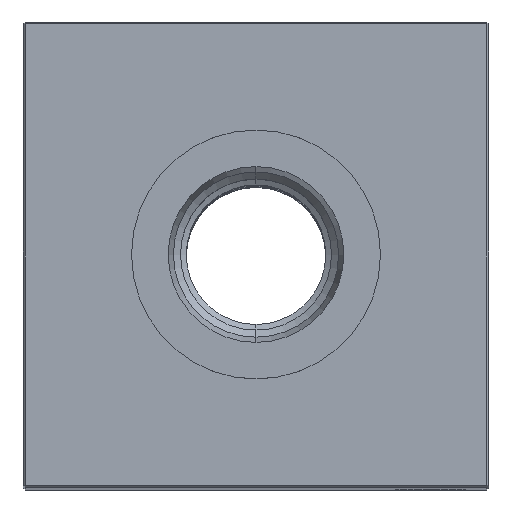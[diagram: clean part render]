
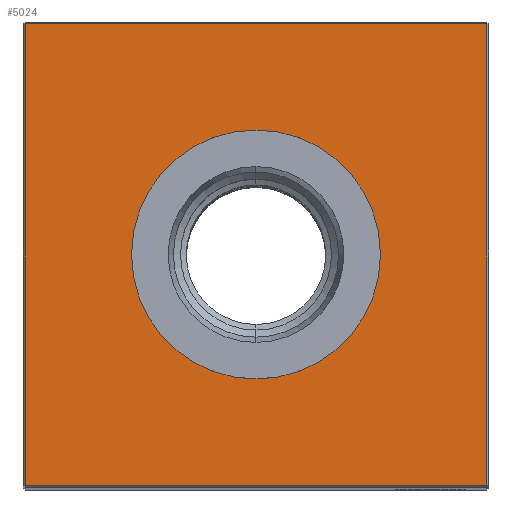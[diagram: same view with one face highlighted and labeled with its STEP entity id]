
A CAD part, top view. The second image highlights one B-rep face of the part: STEP entity #5024.
In plain terms, the highlighted planar face has unit normal (0, 0, 1).
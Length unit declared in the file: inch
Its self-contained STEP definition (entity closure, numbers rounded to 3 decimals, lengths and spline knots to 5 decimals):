
#326 = DIRECTION ( 'NONE',  ( -1., 0., 0. ) ) ;
#406 = CARTESIAN_POINT ( 'NONE',  ( 0., -1.24, 9.25 ) ) ;
#1070 = CARTESIAN_POINT ( 'NONE',  ( 0., -0.66929, 9.25 ) ) ;
#1980 = DIRECTION ( 'NONE',  ( 0., -1., 0. ) ) ;
#2479 = CARTESIAN_POINT ( 'NONE',  ( 0., 0., 9.25 ) ) ;
#3038 = DIRECTION ( 'NONE',  ( 0., 0., -1. ) ) ;
#4014 = CARTESIAN_POINT ( 'NONE',  ( -1.24, 0., 9.25 ) ) ;
#4481 = CARTESIAN_POINT ( 'NONE',  ( 1.24, 1.24, 9.25 ) ) ;
#4929 = EDGE_LOOP ( 'NONE', ( #5985, #6014, #22380, #5437 ) ) ;
#5024 = ADVANCED_FACE ( 'NONE', ( #12641, #10476 ), #21052, .F. ) ;
#5188 = AXIS2_PLACEMENT_3D ( 'NONE', #2479, #13578, #20228 ) ;
#5347 = DIRECTION ( 'NONE',  ( -1., 0., 0. ) ) ;
#5437 = ORIENTED_EDGE ( 'NONE', *, *, #24160, .T. ) ;
#5985 = ORIENTED_EDGE ( 'NONE', *, *, #22587, .T. ) ;
#6014 = ORIENTED_EDGE ( 'NONE', *, *, #20472, .T. ) ;
#6461 = DIRECTION ( 'NONE',  ( 1., 0., 0. ) ) ;
#6904 = CARTESIAN_POINT ( 'NONE',  ( 1.24, 0., 9.25 ) ) ;
#7070 = LINE ( 'NONE', #6904, #10455 ) ;
#7633 = EDGE_CURVE ( 'NONE', #14080, #13104, #7070, .T. ) ;
#8742 = CARTESIAN_POINT ( 'NONE',  ( 0., 0.66929, 9.25 ) ) ;
#8967 = CARTESIAN_POINT ( 'NONE',  ( 1.24, -1.24, 9.25 ) ) ;
#9707 = AXIS2_PLACEMENT_3D ( 'NONE', #9813, #3038, #5347 ) ;
#9813 = CARTESIAN_POINT ( 'NONE',  ( 0., 0., 9.25 ) ) ;
#10455 = VECTOR ( 'NONE', #15707, 39.37008 ) ;
#10476 = FACE_BOUND ( 'NONE', #20962, .T. ) ;
#11359 = LINE ( 'NONE', #406, #17983 ) ;
#12443 = CARTESIAN_POINT ( 'NONE',  ( -1.24, -1.24, 9.25 ) ) ;
#12641 = FACE_OUTER_BOUND ( 'NONE', #4929, .T. ) ;
#13104 = VERTEX_POINT ( 'NONE', #4481 ) ;
#13469 = AXIS2_PLACEMENT_3D ( 'NONE', #17118, #25938, #21600 ) ;
#13578 = DIRECTION ( 'NONE',  ( 0., 0., -1. ) ) ;
#13938 = VERTEX_POINT ( 'NONE', #12443 ) ;
#14080 = VERTEX_POINT ( 'NONE', #8967 ) ;
#14082 = EDGE_CURVE ( 'NONE', #27995, #23360, #18078, .T. ) ;
#14785 = CIRCLE ( 'NONE', #9707, 0.66929 ) ;
#15616 = VERTEX_POINT ( 'NONE', #25181 ) ;
#15707 = DIRECTION ( 'NONE',  ( 0., 1., 0. ) ) ;
#17118 = CARTESIAN_POINT ( 'NONE',  ( 0., 0., 9.25 ) ) ;
#17983 = VECTOR ( 'NONE', #6461, 39.37008 ) ;
#18008 = VECTOR ( 'NONE', #1980, 39.37008 ) ;
#18078 = CIRCLE ( 'NONE', #5188, 0.66929 ) ;
#19786 = LINE ( 'NONE', #23863, #27284 ) ;
#20185 = ORIENTED_EDGE ( 'NONE', *, *, #25539, .T. ) ;
#20228 = DIRECTION ( 'NONE',  ( -1., 0., 0. ) ) ;
#20472 = EDGE_CURVE ( 'NONE', #13938, #14080, #11359, .T. ) ;
#20962 = EDGE_LOOP ( 'NONE', ( #20185, #26033 ) ) ;
#21052 = PLANE ( 'NONE',  #13469 ) ;
#21600 = DIRECTION ( 'NONE',  ( -1., 0., 0. ) ) ;
#22380 = ORIENTED_EDGE ( 'NONE', *, *, #7633, .T. ) ;
#22587 = EDGE_CURVE ( 'NONE', #15616, #13938, #23780, .T. ) ;
#23360 = VERTEX_POINT ( 'NONE', #8742 ) ;
#23780 = LINE ( 'NONE', #4014, #18008 ) ;
#23863 = CARTESIAN_POINT ( 'NONE',  ( 0., 1.24, 9.25 ) ) ;
#24160 = EDGE_CURVE ( 'NONE', #13104, #15616, #19786, .T. ) ;
#25181 = CARTESIAN_POINT ( 'NONE',  ( -1.24, 1.24, 9.25 ) ) ;
#25539 = EDGE_CURVE ( 'NONE', #23360, #27995, #14785, .T. ) ;
#25938 = DIRECTION ( 'NONE',  ( 0., 0., -1. ) ) ;
#26033 = ORIENTED_EDGE ( 'NONE', *, *, #14082, .T. ) ;
#27284 = VECTOR ( 'NONE', #326, 39.37008 ) ;
#27995 = VERTEX_POINT ( 'NONE', #1070 ) ;
